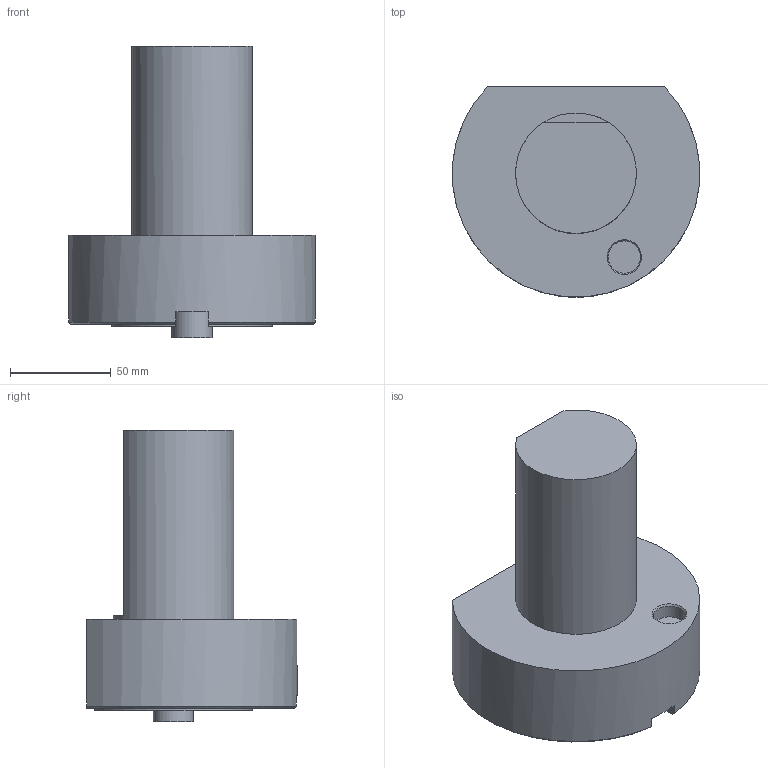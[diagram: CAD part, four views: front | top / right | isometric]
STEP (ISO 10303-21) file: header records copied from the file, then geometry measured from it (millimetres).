
FILE_DESCRIPTION(/* description */ (''),/* implementation_level */ '2;1');
FILE_NAME(/* name */ '1513949560039.stp',/* time_stamp */ '2017-12-22T14:32:47+01:00',/* author */ (''),/* organization */ ('SMS'),/* preprocessor_version */ 'ST-DEVELOPER v15',/* originating_system */ 'SIEMENS PLM Software NX 8.5',/* authorisation */ '');
FILE_SCHEMA (('AUTOMOTIVE_DESIGN { 1 0 10303 214 3 1 1 1 }'));
Length unit declared in the file: millimetre
Products named in the file (1): 200852277mod000_01
Bounding box: 122.63 x 104.44 x 144.85 mm (x, y, z)
Volume: 714101.3 mm3; surface area: 60873.2 mm2
Topology: 1 solids, 1 shells, 32 faces, 81 edges, 54 vertices
Faces by surface type: plane 20, cylinder 7, cone 5
Full cylindrical faces by diameter (mm): 16.014 x1, 20 x1, 32 x1, 59.99 x1
Entity records: 985 total; most frequent: CARTESIAN_POINT 190, DIRECTION 164, ORIENTED_EDGE 146, EDGE_CURVE 73, AXIS2_PLACEMENT_3D 63, VERTEX_POINT 51, EDGE_LOOP 40, LINE 38
